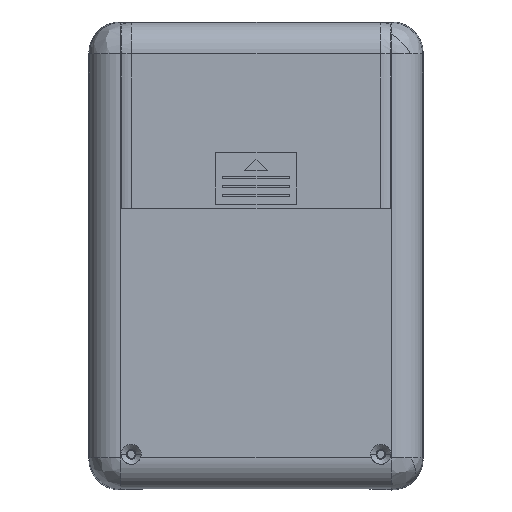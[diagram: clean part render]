
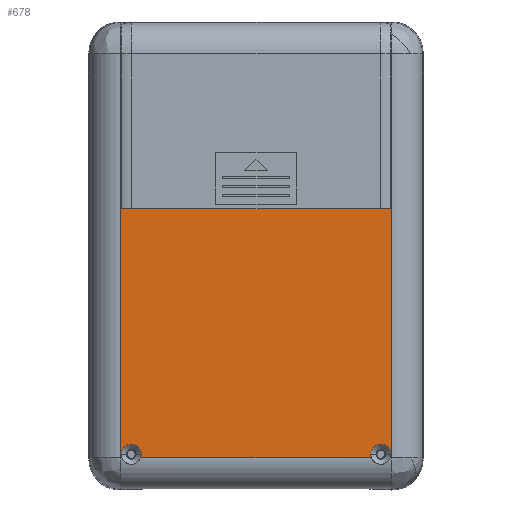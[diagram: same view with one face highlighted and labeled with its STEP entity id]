
A CAD part, top view. The second image highlights one B-rep face of the part: STEP entity #678.
In plain terms, the highlighted planar face has unit normal (0, 0, 1).
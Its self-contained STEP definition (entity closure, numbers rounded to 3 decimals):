
#220 = EDGE_LOOP ( 'NONE', ( #1304, #1305, #1306, #1303, #1307, #1308, #1309, #1310, #1311, #1312, #1313, #1314, #1315, #1316, #1317, #1318 ) ) ;
#678 = ADVANCED_FACE ( 'NONE', ( #7371 ), #7675, .F. ) ;
#712 = EDGE_CURVE ( 'NONE', #1932, #1934, #7838, .T. ) ;
#735 = EDGE_CURVE ( 'NONE', #1942, #5047, #7911, .T. ) ;
#742 = EDGE_CURVE ( 'NONE', #5071, #5068, #6061, .T. ) ;
#743 = EDGE_CURVE ( 'NONE', #1944, #5070, #7935, .T. ) ;
#744 = EDGE_CURVE ( 'NONE', #5069, #5064, #7938, .T. ) ;
#745 = EDGE_CURVE ( 'NONE', #5063, #1933, #7941, .T. ) ;
#746 = EDGE_CURVE ( 'NONE', #5065, #5062, #6062, .T. ) ;
#747 = EDGE_CURVE ( 'NONE', #1933, #1932, #7947, .T. ) ;
#748 = EDGE_CURVE ( 'NONE', #1934, #1945, #7950, .T. ) ;
#751 = EDGE_CURVE ( 'NONE', #1945, #1946, #7959, .T. ) ;
#752 = EDGE_CURVE ( 'NONE', #1946, #1942, #7962, .T. ) ;
#753 = EDGE_CURVE ( 'NONE', #5047, #1944, #7965, .T. ) ;
#1303 = ORIENTED_EDGE ( 'NONE', *, *, #752, .F. ) ;
#1304 = ORIENTED_EDGE ( 'NONE', *, *, #743, .F. ) ;
#1305 = ORIENTED_EDGE ( 'NONE', *, *, #753, .F. ) ;
#1306 = ORIENTED_EDGE ( 'NONE', *, *, #735, .F. ) ;
#1307 = ORIENTED_EDGE ( 'NONE', *, *, #751, .F. ) ;
#1308 = ORIENTED_EDGE ( 'NONE', *, *, #748, .F. ) ;
#1309 = ORIENTED_EDGE ( 'NONE', *, *, #712, .F. ) ;
#1310 = ORIENTED_EDGE ( 'NONE', *, *, #747, .F. ) ;
#1311 = ORIENTED_EDGE ( 'NONE', *, *, #745, .F. ) ;
#1312 = ORIENTED_EDGE ( 'NONE', *, *, #4061, .T. ) ;
#1313 = ORIENTED_EDGE ( 'NONE', *, *, #746, .F. ) ;
#1314 = ORIENTED_EDGE ( 'NONE', *, *, #4063, .T. ) ;
#1315 = ORIENTED_EDGE ( 'NONE', *, *, #744, .F. ) ;
#1316 = ORIENTED_EDGE ( 'NONE', *, *, #4067, .T. ) ;
#1317 = ORIENTED_EDGE ( 'NONE', *, *, #742, .F. ) ;
#1318 = ORIENTED_EDGE ( 'NONE', *, *, #4069, .T. ) ;
#1932 = VERTEX_POINT ( 'NONE', #9924 ) ;
#1933 = VERTEX_POINT ( 'NONE', #9925 ) ;
#1934 = VERTEX_POINT ( 'NONE', #9926 ) ;
#1942 = VERTEX_POINT ( 'NONE', #9934 ) ;
#1944 = VERTEX_POINT ( 'NONE', #9936 ) ;
#1945 = VERTEX_POINT ( 'NONE', #9937 ) ;
#1946 = VERTEX_POINT ( 'NONE', #9938 ) ;
#4061 = EDGE_CURVE ( 'NONE', #5063, #5062, #13631, .T. ) ;
#4063 = EDGE_CURVE ( 'NONE', #5065, #5064, #13632, .T. ) ;
#4067 = EDGE_CURVE ( 'NONE', #5069, #5068, #13634, .T. ) ;
#4069 = EDGE_CURVE ( 'NONE', #5071, #5070, #13635, .T. ) ;
#5047 = VERTEX_POINT ( 'NONE', #16337 ) ;
#5062 = VERTEX_POINT ( 'NONE', #16352 ) ;
#5063 = VERTEX_POINT ( 'NONE', #16353 ) ;
#5064 = VERTEX_POINT ( 'NONE', #16354 ) ;
#5065 = VERTEX_POINT ( 'NONE', #16355 ) ;
#5068 = VERTEX_POINT ( 'NONE', #16358 ) ;
#5069 = VERTEX_POINT ( 'NONE', #16359 ) ;
#5070 = VERTEX_POINT ( 'NONE', #16360 ) ;
#5071 = VERTEX_POINT ( 'NONE', #16361 ) ;
#6061 = CIRCLE ( 'NONE', #7434, 2.25 ) ;
#6062 = CIRCLE ( 'NONE', #7443, 2.25 ) ;
#7371 = FACE_OUTER_BOUND ( 'NONE', #220, .T. ) ;
#7375 = AXIS2_PLACEMENT_3D ( 'NONE', #7676, #7677, #7678 ) ;
#7416 = VECTOR ( 'NONE', #7840, 1000. ) ;
#7434 = AXIS2_PLACEMENT_3D ( 'NONE', #7931, #7932, #7933 ) ;
#7435 = VECTOR ( 'NONE', #7913, 1000. ) ;
#7443 = AXIS2_PLACEMENT_3D ( 'NONE', #7934, #7944, #7945 ) ;
#7444 = VECTOR ( 'NONE', #7937, 1000. ) ;
#7445 = VECTOR ( 'NONE', #7940, 1000. ) ;
#7446 = VECTOR ( 'NONE', #7943, 1000. ) ;
#7448 = VECTOR ( 'NONE', #7949, 1000. ) ;
#7449 = VECTOR ( 'NONE', #7952, 1000. ) ;
#7452 = VECTOR ( 'NONE', #7961, 1000. ) ;
#7453 = VECTOR ( 'NONE', #7964, 1000. ) ;
#7454 = VECTOR ( 'NONE', #7967, 1000. ) ;
#7675 = PLANE ( 'NONE',  #7375 ) ;
#7676 = CARTESIAN_POINT ( 'NONE',  ( -4150.837, -6366.098, -1196.724 ) ) ;
#7677 = DIRECTION ( 'NONE',  ( 0., 0., -1. ) ) ;
#7678 = DIRECTION ( 'NONE',  ( -1., 0., 0. ) ) ;
#7838 = LINE ( 'NONE', #7839, #7416 ) ;
#7839 = CARTESIAN_POINT ( 'NONE',  ( -4132.087, -6320.777, -1196.724 ) ) ;
#7840 = DIRECTION ( 'NONE',  ( 1., 0., 0. ) ) ;
#7911 = LINE ( 'NONE', #7912, #7435 ) ;
#7912 = CARTESIAN_POINT ( 'NONE',  ( -4132.087, -6320.777, -1196.724 ) ) ;
#7913 = DIRECTION ( 'NONE',  ( 1., 0., 0. ) ) ;
#7931 = CARTESIAN_POINT ( 'NONE',  ( -4122.837, -6410.598, -1196.724 ) ) ;
#7932 = DIRECTION ( 'NONE',  ( 0., 0., 1. ) ) ;
#7933 = DIRECTION ( 'NONE',  ( 1., 0., 0. ) ) ;
#7934 = CARTESIAN_POINT ( 'NONE',  ( -4178.837, -6410.598, -1196.724 ) ) ;
#7935 = LINE ( 'NONE', #7936, #7444 ) ;
#7936 = CARTESIAN_POINT ( 'NONE',  ( -4169.587, -6411.419, -1196.724 ) ) ;
#7937 = DIRECTION ( 'NONE',  ( -1., 0., 0. ) ) ;
#7938 = LINE ( 'NONE', #7939, #7445 ) ;
#7939 = CARTESIAN_POINT ( 'NONE',  ( -4150.837, -6411.419, -1196.724 ) ) ;
#7940 = DIRECTION ( 'NONE',  ( -1., 0., 0. ) ) ;
#7941 = LINE ( 'NONE', #7942, #7446 ) ;
#7942 = CARTESIAN_POINT ( 'NONE',  ( -4169.587, -6411.419, -1196.724 ) ) ;
#7943 = DIRECTION ( 'NONE',  ( -1., 0., 0. ) ) ;
#7944 = DIRECTION ( 'NONE',  ( 0., 0., 1. ) ) ;
#7945 = DIRECTION ( 'NONE',  ( 1., 0., 0. ) ) ;
#7947 = LINE ( 'NONE', #7948, #7448 ) ;
#7948 = CARTESIAN_POINT ( 'NONE',  ( -4181.158, -6366.098, -1196.724 ) ) ;
#7949 = DIRECTION ( 'NONE',  ( 0., 1., 0. ) ) ;
#7950 = LINE ( 'NONE', #7951, #7449 ) ;
#7951 = CARTESIAN_POINT ( 'NONE',  ( -4181.137, -6366.098, -1196.724 ) ) ;
#7952 = DIRECTION ( 'NONE',  ( 0., -1., 0. ) ) ;
#7959 = LINE ( 'NONE', #7960, #7452 ) ;
#7960 = CARTESIAN_POINT ( 'NONE',  ( -4150.837, -6355.473, -1196.724 ) ) ;
#7961 = DIRECTION ( 'NONE',  ( 1., 0., 0. ) ) ;
#7962 = LINE ( 'NONE', #7963, #7453 ) ;
#7963 = CARTESIAN_POINT ( 'NONE',  ( -4120.537, -6366.098, -1196.724 ) ) ;
#7964 = DIRECTION ( 'NONE',  ( 0., 1., 0. ) ) ;
#7965 = LINE ( 'NONE', #7966, #7454 ) ;
#7966 = CARTESIAN_POINT ( 'NONE',  ( -4120.515, -6366.098, -1196.724 ) ) ;
#7967 = DIRECTION ( 'NONE',  ( 0., -1., 0. ) ) ;
#9924 = CARTESIAN_POINT ( 'NONE',  ( -4181.158, -6320.777, -1196.724 ) ) ;
#9925 = CARTESIAN_POINT ( 'NONE',  ( -4181.158, -6411.419, -1196.724 ) ) ;
#9926 = CARTESIAN_POINT ( 'NONE',  ( -4181.137, -6320.777, -1196.724 ) ) ;
#9934 = CARTESIAN_POINT ( 'NONE',  ( -4120.537, -6320.777, -1196.724 ) ) ;
#9936 = CARTESIAN_POINT ( 'NONE',  ( -4120.515, -6411.419, -1196.724 ) ) ;
#9937 = CARTESIAN_POINT ( 'NONE',  ( -4181.137, -6355.473, -1196.724 ) ) ;
#9938 = CARTESIAN_POINT ( 'NONE',  ( -4120.537, -6355.473, -1196.724 ) ) ;
#12705 = CARTESIAN_POINT ( 'NONE',  ( -4180.931, -6411.419, -1196.724 ) ) ;
#12706 = CARTESIAN_POINT ( 'NONE',  ( -4181.035, -6411.155, -1196.724 ) ) ;
#12707 = CARTESIAN_POINT ( 'NONE',  ( -4181.086, -6410.881, -1196.724 ) ) ;
#12708 = CARTESIAN_POINT ( 'NONE',  ( -4181.087, -6410.598, -1196.724 ) ) ;
#12731 = CARTESIAN_POINT ( 'NONE',  ( -4176.587, -6410.598, -1196.724 ) ) ;
#12732 = CARTESIAN_POINT ( 'NONE',  ( -4176.587, -6410.881, -1196.724 ) ) ;
#12733 = CARTESIAN_POINT ( 'NONE',  ( -4176.639, -6411.155, -1196.724 ) ) ;
#12734 = CARTESIAN_POINT ( 'NONE',  ( -4176.742, -6411.419, -1196.724 ) ) ;
#12744 = CARTESIAN_POINT ( 'NONE',  ( -4124.931, -6411.419, -1196.724 ) ) ;
#12745 = CARTESIAN_POINT ( 'NONE',  ( -4125.035, -6411.155, -1196.724 ) ) ;
#12746 = CARTESIAN_POINT ( 'NONE',  ( -4125.086, -6410.881, -1196.724 ) ) ;
#12747 = CARTESIAN_POINT ( 'NONE',  ( -4125.087, -6410.598, -1196.724 ) ) ;
#12770 = CARTESIAN_POINT ( 'NONE',  ( -4120.587, -6410.598, -1196.724 ) ) ;
#12771 = CARTESIAN_POINT ( 'NONE',  ( -4120.587, -6410.881, -1196.724 ) ) ;
#12772 = CARTESIAN_POINT ( 'NONE',  ( -4120.639, -6411.155, -1196.724 ) ) ;
#12773 = CARTESIAN_POINT ( 'NONE',  ( -4120.742, -6411.419, -1196.724 ) ) ;
#13631 = B_SPLINE_CURVE_WITH_KNOTS ( 'NONE', 3,
 ( #12705, #12706, #12707, #12708 ),
 .UNSPECIFIED., .F., .F.,
 ( 4, 4 ),
 ( 0., 1. ),
 .UNSPECIFIED. ) ;
#13632 = B_SPLINE_CURVE_WITH_KNOTS ( 'NONE', 3,
 ( #12731, #12732, #12733, #12734 ),
 .UNSPECIFIED., .F., .F.,
 ( 4, 4 ),
 ( 0., 1. ),
 .UNSPECIFIED. ) ;
#13634 = B_SPLINE_CURVE_WITH_KNOTS ( 'NONE', 3,
 ( #12744, #12745, #12746, #12747 ),
 .UNSPECIFIED., .F., .F.,
 ( 4, 4 ),
 ( 0., 1. ),
 .UNSPECIFIED. ) ;
#13635 = B_SPLINE_CURVE_WITH_KNOTS ( 'NONE', 3,
 ( #12770, #12771, #12772, #12773 ),
 .UNSPECIFIED., .F., .F.,
 ( 4, 4 ),
 ( 0., 1. ),
 .UNSPECIFIED. ) ;
#16337 = CARTESIAN_POINT ( 'NONE',  ( -4120.515, -6320.777, -1196.724 ) ) ;
#16352 = CARTESIAN_POINT ( 'NONE',  ( -4181.087, -6410.598, -1196.724 ) ) ;
#16353 = CARTESIAN_POINT ( 'NONE',  ( -4180.931, -6411.419, -1196.724 ) ) ;
#16354 = CARTESIAN_POINT ( 'NONE',  ( -4176.742, -6411.419, -1196.724 ) ) ;
#16355 = CARTESIAN_POINT ( 'NONE',  ( -4176.587, -6410.598, -1196.724 ) ) ;
#16358 = CARTESIAN_POINT ( 'NONE',  ( -4125.087, -6410.598, -1196.724 ) ) ;
#16359 = CARTESIAN_POINT ( 'NONE',  ( -4124.931, -6411.419, -1196.724 ) ) ;
#16360 = CARTESIAN_POINT ( 'NONE',  ( -4120.742, -6411.419, -1196.724 ) ) ;
#16361 = CARTESIAN_POINT ( 'NONE',  ( -4120.587, -6410.598, -1196.724 ) ) ;
